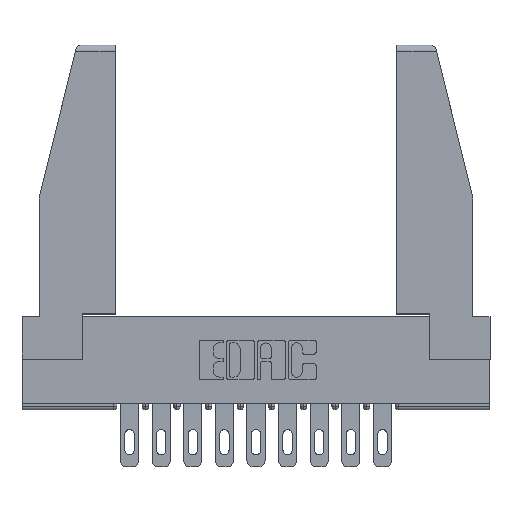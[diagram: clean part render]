
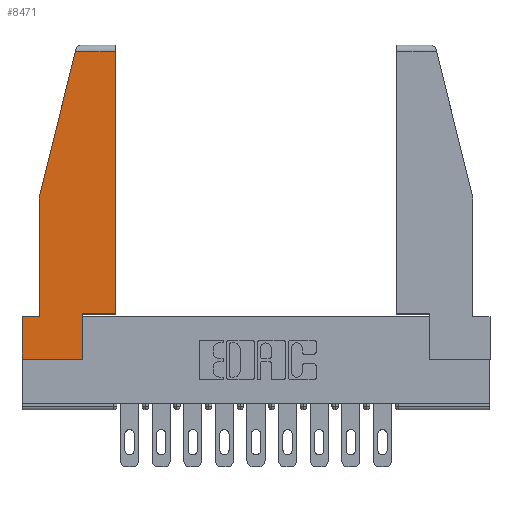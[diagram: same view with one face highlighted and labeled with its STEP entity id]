
A CAD part, top view. The second image highlights one B-rep face of the part: STEP entity #8471.
In plain terms, the highlighted planar face has unit normal (0, 0, 1).
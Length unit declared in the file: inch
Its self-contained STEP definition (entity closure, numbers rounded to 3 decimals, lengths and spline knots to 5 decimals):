
#68 = EDGE_CURVE ( 'NONE', #12192, #1410, #1732, .T. ) ;
#434 = DIRECTION ( 'NONE',  ( 1., 0., 0. ) ) ;
#522 = DIRECTION ( 'NONE',  ( -1., 0., 0. ) ) ;
#624 = EDGE_CURVE ( 'NONE', #3833, #3319, #8438, .T. ) ;
#1072 = FACE_OUTER_BOUND ( 'NONE', #4581, .T. ) ;
#1341 = VECTOR ( 'NONE', #522, 39.37008 ) ;
#1344 = DIRECTION ( 'NONE',  ( 0., -1., 0. ) ) ;
#1366 = DIRECTION ( 'NONE',  ( -0.239, -0.971, 0. ) ) ;
#1410 = VERTEX_POINT ( 'NONE', #11235 ) ;
#1641 = CARTESIAN_POINT ( 'NONE',  ( 0.086, 0.21, 0. ) ) ;
#1732 = LINE ( 'NONE', #10907, #2125 ) ;
#1751 = LINE ( 'NONE', #11516, #11230 ) ;
#1865 = CARTESIAN_POINT ( 'NONE',  ( 0.086, 0.8, 0. ) ) ;
#2030 = VERTEX_POINT ( 'NONE', #7466 ) ;
#2057 = CARTESIAN_POINT ( 'NONE',  ( 0.461, 1.52, 0. ) ) ;
#2125 = VECTOR ( 'NONE', #8370, 39.37008 ) ;
#2394 = LINE ( 'NONE', #10258, #15316 ) ;
#2723 = CARTESIAN_POINT ( 'NONE',  ( 0.461, 0.223, 0. ) ) ;
#3319 = VERTEX_POINT ( 'NONE', #11156 ) ;
#3679 = ORIENTED_EDGE ( 'NONE', *, *, #68, .T. ) ;
#3833 = VERTEX_POINT ( 'NONE', #13238 ) ;
#3885 = LINE ( 'NONE', #14490, #4276 ) ;
#4276 = VECTOR ( 'NONE', #7066, 39.37008 ) ;
#4581 = EDGE_LOOP ( 'NONE', ( #6776, #10465, #5437, #8712, #5749, #7336, #8849, #6659, #3679 ) ) ;
#4736 = AXIS2_PLACEMENT_3D ( 'NONE', #14144, #8066, #6641 ) ;
#4895 = LINE ( 'NONE', #14340, #1341 ) ;
#5437 = ORIENTED_EDGE ( 'NONE', *, *, #5455, .T. ) ;
#5455 = EDGE_CURVE ( 'NONE', #2030, #15825, #1751, .T. ) ;
#5583 = CARTESIAN_POINT ( 'NONE',  ( 0.297, 0.223, 0. ) ) ;
#5699 = VERTEX_POINT ( 'NONE', #2057 ) ;
#5749 = ORIENTED_EDGE ( 'NONE', *, *, #6802, .T. ) ;
#6641 = DIRECTION ( 'NONE',  ( 1., 0., 0. ) ) ;
#6659 = ORIENTED_EDGE ( 'NONE', *, *, #7369, .T. ) ;
#6734 = VECTOR ( 'NONE', #10813, 39.37008 ) ;
#6776 = ORIENTED_EDGE ( 'NONE', *, *, #9454, .T. ) ;
#6802 = EDGE_CURVE ( 'NONE', #10954, #10563, #4895, .T. ) ;
#7025 = DIRECTION ( 'NONE',  ( 0., -1., 0. ) ) ;
#7066 = DIRECTION ( 'NONE',  ( 0., 1., 0. ) ) ;
#7284 = CARTESIAN_POINT ( 'NONE',  ( 0., 0.21, 0. ) ) ;
#7336 = ORIENTED_EDGE ( 'NONE', *, *, #14093, .T. ) ;
#7369 = EDGE_CURVE ( 'NONE', #3319, #12192, #3885, .T. ) ;
#7466 = CARTESIAN_POINT ( 'NONE',  ( 0.2636, 1.52, 0. ) ) ;
#8066 = DIRECTION ( 'NONE',  ( 0., 0., 1. ) ) ;
#8322 = CARTESIAN_POINT ( 'NONE',  ( 0., 1.52, 0. ) ) ;
#8370 = DIRECTION ( 'NONE',  ( 1., 0., 0. ) ) ;
#8438 = LINE ( 'NONE', #14327, #13160 ) ;
#8471 = ADVANCED_FACE ( 'NONE', ( #1072 ), #9067, .T. ) ;
#8712 = ORIENTED_EDGE ( 'NONE', *, *, #10731, .T. ) ;
#8849 = ORIENTED_EDGE ( 'NONE', *, *, #624, .T. ) ;
#9067 = PLANE ( 'NONE',  #4736 ) ;
#9454 = EDGE_CURVE ( 'NONE', #1410, #5699, #10327, .T. ) ;
#10043 = DIRECTION ( 'NONE',  ( 0., 1., 0. ) ) ;
#10258 = CARTESIAN_POINT ( 'NONE',  ( 0.086, 0.8, 0. ) ) ;
#10327 = LINE ( 'NONE', #2723, #16154 ) ;
#10465 = ORIENTED_EDGE ( 'NONE', *, *, #15299, .T. ) ;
#10563 = VERTEX_POINT ( 'NONE', #7284 ) ;
#10697 = VECTOR ( 'NONE', #7025, 39.37008 ) ;
#10731 = EDGE_CURVE ( 'NONE', #15825, #10954, #2394, .T. ) ;
#10813 = DIRECTION ( 'NONE',  ( -1., 0., 0. ) ) ;
#10907 = CARTESIAN_POINT ( 'NONE',  ( 0.297, 0.223, 0. ) ) ;
#10954 = VERTEX_POINT ( 'NONE', #1641 ) ;
#11156 = CARTESIAN_POINT ( 'NONE',  ( 0.297, 0., 0. ) ) ;
#11230 = VECTOR ( 'NONE', #1366, 39.37008 ) ;
#11235 = CARTESIAN_POINT ( 'NONE',  ( 0.461, 0.223, 0. ) ) ;
#11516 = CARTESIAN_POINT ( 'NONE',  ( 0.271, 1.55, 0. ) ) ;
#11857 = LINE ( 'NONE', #8322, #6734 ) ;
#12192 = VERTEX_POINT ( 'NONE', #5583 ) ;
#13160 = VECTOR ( 'NONE', #434, 39.37008 ) ;
#13238 = CARTESIAN_POINT ( 'NONE',  ( 0., 0., 0. ) ) ;
#14093 = EDGE_CURVE ( 'NONE', #10563, #3833, #15163, .T. ) ;
#14144 = CARTESIAN_POINT ( 'NONE',  ( 0., 0., 0. ) ) ;
#14327 = CARTESIAN_POINT ( 'NONE',  ( 0., 0., 0. ) ) ;
#14340 = CARTESIAN_POINT ( 'NONE',  ( 0., 0.21, 0. ) ) ;
#14490 = CARTESIAN_POINT ( 'NONE',  ( 0.297, 0., 0. ) ) ;
#14504 = CARTESIAN_POINT ( 'NONE',  ( 0., 0.21, 0. ) ) ;
#15163 = LINE ( 'NONE', #14504, #10697 ) ;
#15299 = EDGE_CURVE ( 'NONE', #5699, #2030, #11857, .T. ) ;
#15316 = VECTOR ( 'NONE', #1344, 39.37008 ) ;
#15825 = VERTEX_POINT ( 'NONE', #1865 ) ;
#16154 = VECTOR ( 'NONE', #10043, 39.37008 ) ;
